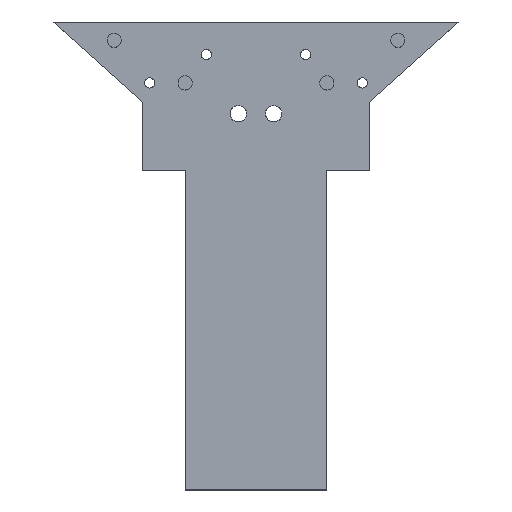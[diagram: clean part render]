
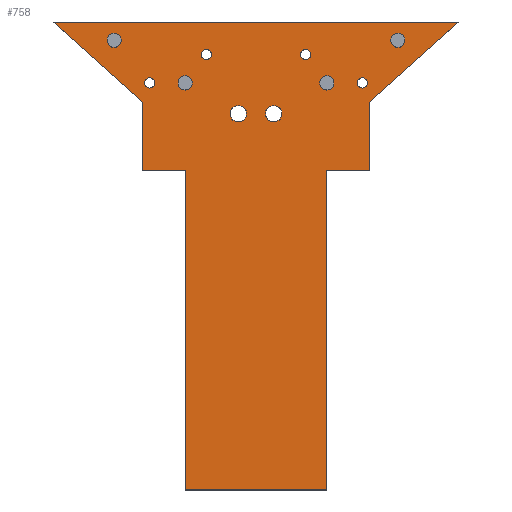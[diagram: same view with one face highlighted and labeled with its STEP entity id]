
A CAD part, top view. The second image highlights one B-rep face of the part: STEP entity #758.
In plain terms, the highlighted planar face has unit normal (0, 0, 1).
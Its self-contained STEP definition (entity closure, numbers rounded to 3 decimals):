
#29=LINE('',#1131,#96);
#35=LINE('',#1143,#102);
#38=LINE('',#1149,#105);
#43=LINE('',#1159,#110);
#47=LINE('',#1167,#114);
#51=LINE('',#1176,#118);
#53=LINE('',#1191,#120);
#54=LINE('',#1193,#121);
#55=LINE('',#1195,#122);
#56=LINE('',#1197,#123);
#96=VECTOR('',#914,1000.);
#102=VECTOR('',#922,1000.);
#105=VECTOR('',#927,1000.);
#110=VECTOR('',#934,1000.);
#114=VECTOR('',#940,1000.);
#118=VECTOR('',#946,1000.);
#120=VECTOR('',#962,1000.);
#121=VECTOR('',#963,1000.);
#122=VECTOR('',#964,1000.);
#123=VECTOR('',#965,1000.);
#166=PLANE('',#826);
#233=ORIENTED_EDGE('',*,*,#418,.T.);
#234=ORIENTED_EDGE('',*,*,#419,.T.);
#235=ORIENTED_EDGE('',*,*,#389,.F.);
#236=ORIENTED_EDGE('',*,*,#387,.F.);
#237=ORIENTED_EDGE('',*,*,#385,.F.);
#238=ORIENTED_EDGE('',*,*,#383,.F.);
#239=ORIENTED_EDGE('',*,*,#420,.T.);
#240=ORIENTED_EDGE('',*,*,#421,.T.);
#241=ORIENTED_EDGE('',*,*,#422,.T.);
#242=ORIENTED_EDGE('',*,*,#423,.T.);
#243=ORIENTED_EDGE('',*,*,#416,.T.);
#244=ORIENTED_EDGE('',*,*,#424,.T.);
#245=ORIENTED_EDGE('',*,*,#425,.T.);
#246=ORIENTED_EDGE('',*,*,#426,.T.);
#247=ORIENTED_EDGE('',*,*,#427,.T.);
#248=ORIENTED_EDGE('',*,*,#394,.T.);
#249=ORIENTED_EDGE('',*,*,#400,.T.);
#250=ORIENTED_EDGE('',*,*,#403,.T.);
#251=ORIENTED_EDGE('',*,*,#408,.T.);
#252=ORIENTED_EDGE('',*,*,#412,.T.);
#383=EDGE_CURVE('',#478,#478,#550,.T.);
#385=EDGE_CURVE('',#480,#480,#552,.T.);
#387=EDGE_CURVE('',#482,#482,#554,.T.);
#389=EDGE_CURVE('',#484,#484,#556,.T.);
#394=EDGE_CURVE('',#490,#489,#29,.T.);
#400=EDGE_CURVE('',#489,#494,#35,.T.);
#403=EDGE_CURVE('',#494,#496,#38,.T.);
#408=EDGE_CURVE('',#496,#500,#43,.T.);
#412=EDGE_CURVE('',#500,#503,#47,.T.);
#416=EDGE_CURVE('',#503,#507,#51,.T.);
#418=EDGE_CURVE('',#508,#508,#558,.T.);
#419=EDGE_CURVE('',#509,#509,#559,.T.);
#420=EDGE_CURVE('',#510,#510,#560,.T.);
#421=EDGE_CURVE('',#511,#511,#561,.T.);
#422=EDGE_CURVE('',#512,#512,#562,.T.);
#423=EDGE_CURVE('',#513,#513,#563,.T.);
#424=EDGE_CURVE('',#507,#514,#53,.T.);
#425=EDGE_CURVE('',#514,#515,#54,.T.);
#426=EDGE_CURVE('',#515,#516,#55,.T.);
#427=EDGE_CURVE('',#516,#490,#56,.T.);
#478=VERTEX_POINT('',#1105);
#480=VERTEX_POINT('',#1110);
#482=VERTEX_POINT('',#1115);
#484=VERTEX_POINT('',#1120);
#489=VERTEX_POINT('',#1130);
#490=VERTEX_POINT('',#1132);
#494=VERTEX_POINT('',#1142);
#496=VERTEX_POINT('',#1148);
#500=VERTEX_POINT('',#1158);
#503=VERTEX_POINT('',#1166);
#507=VERTEX_POINT('',#1175);
#508=VERTEX_POINT('',#1180);
#509=VERTEX_POINT('',#1182);
#510=VERTEX_POINT('',#1184);
#511=VERTEX_POINT('',#1186);
#512=VERTEX_POINT('',#1188);
#513=VERTEX_POINT('',#1190);
#514=VERTEX_POINT('',#1192);
#515=VERTEX_POINT('',#1194);
#516=VERTEX_POINT('',#1196);
#550=CIRCLE('',#809,1.8);
#552=CIRCLE('',#812,1.8);
#554=CIRCLE('',#815,1.8);
#556=CIRCLE('',#818,1.8);
#558=CIRCLE('',#827,2.9);
#559=CIRCLE('',#828,2.9);
#560=CIRCLE('',#829,2.5);
#561=CIRCLE('',#830,2.5);
#562=CIRCLE('',#831,2.5);
#563=CIRCLE('',#832,2.5);
#586=EDGE_LOOP('',(#233));
#587=EDGE_LOOP('',(#234));
#588=EDGE_LOOP('',(#235));
#589=EDGE_LOOP('',(#236));
#590=EDGE_LOOP('',(#237));
#591=EDGE_LOOP('',(#238));
#592=EDGE_LOOP('',(#239));
#593=EDGE_LOOP('',(#240));
#594=EDGE_LOOP('',(#241));
#595=EDGE_LOOP('',(#242));
#596=EDGE_LOOP('',(#243,#244,#245,#246,#247,#248,#249,#250,#251,#252));
#667=FACE_BOUND('',#586,.T.);
#668=FACE_BOUND('',#587,.T.);
#669=FACE_BOUND('',#588,.T.);
#670=FACE_BOUND('',#589,.T.);
#671=FACE_BOUND('',#590,.T.);
#672=FACE_BOUND('',#591,.T.);
#673=FACE_BOUND('',#592,.T.);
#674=FACE_BOUND('',#593,.T.);
#675=FACE_BOUND('',#594,.T.);
#676=FACE_BOUND('',#595,.T.);
#677=FACE_BOUND('',#596,.T.);
#758=ADVANCED_FACE('',(#667,#668,#669,#670,#671,#672,#673,#674,#675,#676,
#677),#166,.T.);
#809=AXIS2_PLACEMENT_3D('',#1104,#887,#888);
#812=AXIS2_PLACEMENT_3D('',#1109,#893,#894);
#815=AXIS2_PLACEMENT_3D('',#1114,#899,#900);
#818=AXIS2_PLACEMENT_3D('',#1119,#905,#906);
#826=AXIS2_PLACEMENT_3D('',#1178,#948,#949);
#827=AXIS2_PLACEMENT_3D('',#1179,#950,#951);
#828=AXIS2_PLACEMENT_3D('',#1181,#952,#953);
#829=AXIS2_PLACEMENT_3D('',#1183,#954,#955);
#830=AXIS2_PLACEMENT_3D('',#1185,#956,#957);
#831=AXIS2_PLACEMENT_3D('',#1187,#958,#959);
#832=AXIS2_PLACEMENT_3D('',#1189,#960,#961);
#887=DIRECTION('',(0.,0.,1.));
#888=DIRECTION('',(0.,-1.,0.));
#893=DIRECTION('',(0.,0.,1.));
#894=DIRECTION('',(0.,-1.,0.));
#899=DIRECTION('',(0.,0.,1.));
#900=DIRECTION('',(0.,-1.,0.));
#905=DIRECTION('',(0.,0.,1.));
#906=DIRECTION('',(0.,-1.,0.));
#914=DIRECTION('',(-1.,0.,0.));
#922=DIRECTION('',(0.744,-0.668,0.));
#927=DIRECTION('',(0.,-1.,0.));
#934=DIRECTION('',(1.,0.,0.));
#940=DIRECTION('',(0.,-1.,0.));
#946=DIRECTION('',(1.,0.,0.));
#948=DIRECTION('',(0.,0.,1.));
#949=DIRECTION('',(1.,0.,0.));
#950=DIRECTION('',(0.,0.,-1.));
#951=DIRECTION('',(0.,-1.,0.));
#952=DIRECTION('',(0.,0.,-1.));
#953=DIRECTION('',(0.,-1.,0.));
#954=DIRECTION('',(0.,0.,-1.));
#955=DIRECTION('',(0.,-1.,0.));
#956=DIRECTION('',(0.,0.,-1.));
#957=DIRECTION('',(0.,-1.,0.));
#958=DIRECTION('',(0.,0.,-1.));
#959=DIRECTION('',(0.,-1.,0.));
#960=DIRECTION('',(0.,0.,-1.));
#961=DIRECTION('',(0.,-1.,0.));
#962=DIRECTION('',(0.,1.,0.));
#963=DIRECTION('',(1.,0.,0.));
#964=DIRECTION('',(0.,1.,0.));
#965=DIRECTION('',(0.744,0.668,0.));
#1104=CARTESIAN_POINT('',(37.5,-21.48,12.));
#1105=CARTESIAN_POINT('',(37.5,-23.28,12.));
#1109=CARTESIAN_POINT('',(-37.5,-21.48,12.));
#1110=CARTESIAN_POINT('',(-37.5,-23.28,12.));
#1114=CARTESIAN_POINT('',(-17.5,-11.48,12.));
#1115=CARTESIAN_POINT('',(-17.5,-13.28,12.));
#1119=CARTESIAN_POINT('',(17.5,-11.48,12.));
#1120=CARTESIAN_POINT('',(17.5,-13.28,12.));
#1130=CARTESIAN_POINT('',(-71.445,0.,12.));
#1131=CARTESIAN_POINT('',(0.,0.,12.));
#1132=CARTESIAN_POINT('',(71.445,0.,12.));
#1142=CARTESIAN_POINT('',(-40.,-28.216,12.));
#1143=CARTESIAN_POINT('',(-40.,-28.216,12.));
#1148=CARTESIAN_POINT('',(-40.,-52.216,12.));
#1149=CARTESIAN_POINT('',(-40.,-52.216,12.));
#1158=CARTESIAN_POINT('',(-25.,-52.216,12.));
#1159=CARTESIAN_POINT('',(-40.,-52.216,12.));
#1166=CARTESIAN_POINT('',(-25.,-165.,12.));
#1167=CARTESIAN_POINT('',(-25.,-52.216,12.));
#1175=CARTESIAN_POINT('',(25.,-165.,12.));
#1176=CARTESIAN_POINT('',(-25.,-165.,12.));
#1178=CARTESIAN_POINT('',(0.,0.,12.));
#1179=CARTESIAN_POINT('',(6.25,-32.35,12.));
#1180=CARTESIAN_POINT('',(6.25,-35.25,12.));
#1181=CARTESIAN_POINT('',(-6.25,-32.35,12.));
#1182=CARTESIAN_POINT('',(-6.25,-35.25,12.));
#1183=CARTESIAN_POINT('',(-50.,-6.48,12.));
#1184=CARTESIAN_POINT('',(-50.,-8.98,12.));
#1185=CARTESIAN_POINT('',(-25.,-21.48,12.));
#1186=CARTESIAN_POINT('',(-25.,-23.98,12.));
#1187=CARTESIAN_POINT('',(25.,-21.48,12.));
#1188=CARTESIAN_POINT('',(25.,-23.98,12.));
#1189=CARTESIAN_POINT('',(50.,-6.48,12.));
#1190=CARTESIAN_POINT('',(50.,-8.98,12.));
#1191=CARTESIAN_POINT('',(25.,-165.,12.));
#1192=CARTESIAN_POINT('',(25.,-52.216,12.));
#1193=CARTESIAN_POINT('',(25.,-52.216,12.));
#1194=CARTESIAN_POINT('',(40.,-52.216,12.));
#1195=CARTESIAN_POINT('',(40.,-52.216,12.));
#1196=CARTESIAN_POINT('',(40.,-28.216,12.));
#1197=CARTESIAN_POINT('',(40.,-28.216,12.));
